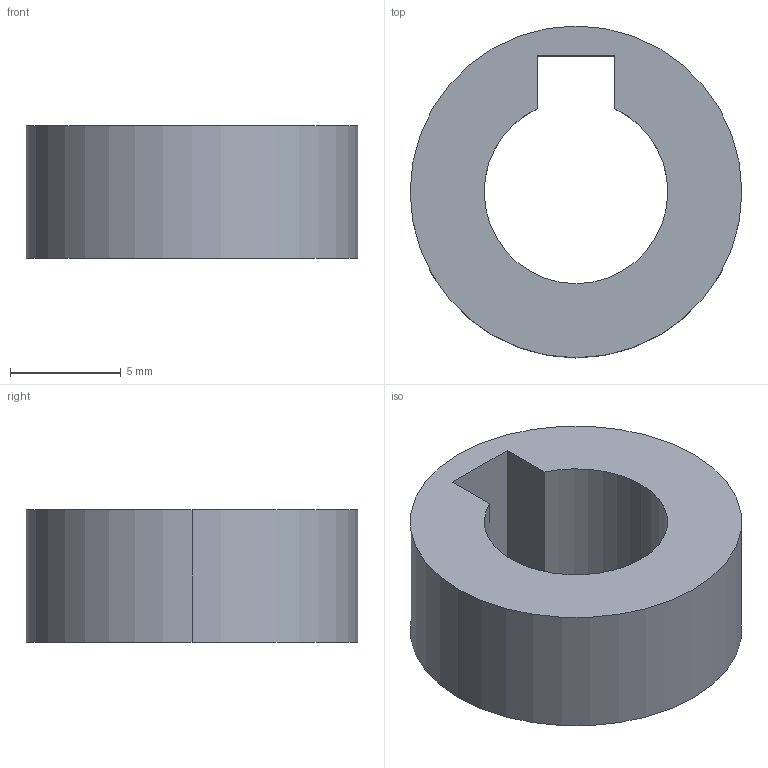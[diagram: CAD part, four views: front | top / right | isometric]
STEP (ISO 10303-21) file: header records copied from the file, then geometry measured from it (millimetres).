
FILE_DESCRIPTION (( 'STEP AP203' ), '1' );
FILE_NAME ('Oberarm_gear_unten_spacer.STEP', '2025-11-06T16:11:08', ( '' ), ( '' ), 'SwSTEP 2.0', 'SolidWorks 2024', '' );
FILE_SCHEMA (( 'CONFIG_CONTROL_DESIGN' ));
Length unit declared in the file: millimetre
Products named in the file (1): Oberarm_gear_unten_spacer
Bounding box: 15 x 15 x 6 mm (x, y, z)
Volume: 691 mm3; surface area: 697.5 mm2
Topology: 1 solids, 1 shells, 10 faces, 24 edges, 16 vertices
Faces by surface type: cylinder 5, plane 5
Entity records: 379 total; most frequent: DIRECTION 56, CARTESIAN_POINT 51, ORIENTED_EDGE 48, EDGE_CURVE 24, AXIS2_PLACEMENT_3D 21, VERTEX_POINT 16, VECTOR 14, LINE 14
